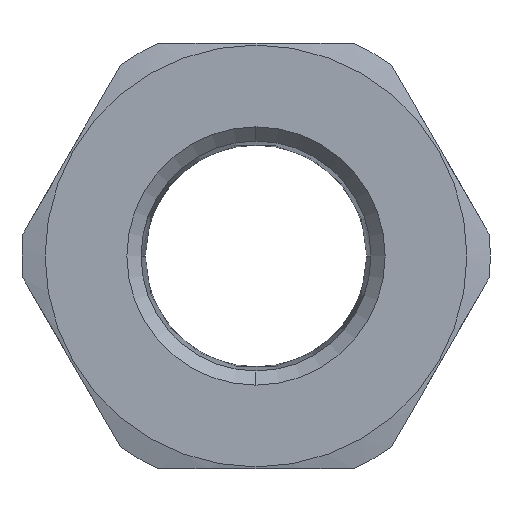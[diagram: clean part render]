
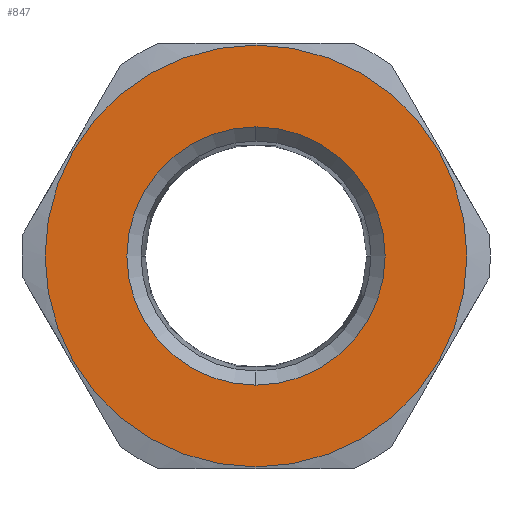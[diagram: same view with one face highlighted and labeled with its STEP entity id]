
A CAD part, left-side view. The second image highlights one B-rep face of the part: STEP entity #847.
In plain terms, the highlighted planar face has unit normal (-1, 0, 0).
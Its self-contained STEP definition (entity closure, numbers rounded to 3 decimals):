
#34 = CIRCLE ( 'NONE', #160, 16.685 ) ;
#58 = EDGE_CURVE ( 'NONE', #643, #947, #34, .T. ) ;
#60 = DIRECTION ( 'NONE',  ( -1., 0., 0. ) ) ;
#106 = EDGE_CURVE ( 'NONE', #373, #965, #112, .T. ) ;
#112 = CIRCLE ( 'NONE', #177, 27.25 ) ;
#152 = DIRECTION ( 'NONE',  ( 0., 0., -1. ) ) ;
#160 = AXIS2_PLACEMENT_3D ( 'NONE', #200, #822, #733 ) ;
#168 = CARTESIAN_POINT ( 'NONE',  ( 0., 0., -27.25 ) ) ;
#170 = AXIS2_PLACEMENT_3D ( 'NONE', #391, #1030, #470 ) ;
#177 = AXIS2_PLACEMENT_3D ( 'NONE', #560, #60, #650 ) ;
#183 = EDGE_CURVE ( 'NONE', #965, #373, #826, .T. ) ;
#200 = CARTESIAN_POINT ( 'NONE',  ( 0., 0., 0. ) ) ;
#222 = FACE_OUTER_BOUND ( 'NONE', #852, .T. ) ;
#240 = EDGE_CURVE ( 'NONE', #947, #643, #428, .T. ) ;
#264 = AXIS2_PLACEMENT_3D ( 'NONE', #315, #957, #403 ) ;
#315 = CARTESIAN_POINT ( 'NONE',  ( 0., 0., 0. ) ) ;
#323 = CARTESIAN_POINT ( 'NONE',  ( 0., 0., 27.25 ) ) ;
#365 = CARTESIAN_POINT ( 'NONE',  ( 0., 0., -16.685 ) ) ;
#373 = VERTEX_POINT ( 'NONE', #323 ) ;
#391 = CARTESIAN_POINT ( 'NONE',  ( 0., 0., 0. ) ) ;
#403 = DIRECTION ( 'NONE',  ( 0., 0., -1. ) ) ;
#428 = CIRCLE ( 'NONE', #264, 16.685 ) ;
#470 = DIRECTION ( 'NONE',  ( 0., 0., 1. ) ) ;
#478 = ORIENTED_EDGE ( 'NONE', *, *, #106, .T. ) ;
#504 = ORIENTED_EDGE ( 'NONE', *, *, #183, .T. ) ;
#541 = AXIS2_PLACEMENT_3D ( 'NONE', #944, #667, #152 ) ;
#560 = CARTESIAN_POINT ( 'NONE',  ( 0., 0., 0. ) ) ;
#588 = CARTESIAN_POINT ( 'NONE',  ( 0., 0., 16.685 ) ) ;
#628 = ORIENTED_EDGE ( 'NONE', *, *, #58, .T. ) ;
#643 = VERTEX_POINT ( 'NONE', #365 ) ;
#646 = ORIENTED_EDGE ( 'NONE', *, *, #240, .T. ) ;
#650 = DIRECTION ( 'NONE',  ( 0., 0., 1. ) ) ;
#662 = PLANE ( 'NONE',  #541 ) ;
#667 = DIRECTION ( 'NONE',  ( 1., 0., 0. ) ) ;
#698 = FACE_BOUND ( 'NONE', #741, .T. ) ;
#733 = DIRECTION ( 'NONE',  ( 0., 0., -1. ) ) ;
#741 = EDGE_LOOP ( 'NONE', ( #646, #628 ) ) ;
#822 = DIRECTION ( 'NONE',  ( 1., 0., 0. ) ) ;
#826 = CIRCLE ( 'NONE', #170, 27.25 ) ;
#847 = ADVANCED_FACE ( 'NONE', ( #698, #222 ), #662, .F. ) ;
#852 = EDGE_LOOP ( 'NONE', ( #504, #478 ) ) ;
#944 = CARTESIAN_POINT ( 'NONE',  ( 0., 0., 0. ) ) ;
#947 = VERTEX_POINT ( 'NONE', #588 ) ;
#957 = DIRECTION ( 'NONE',  ( 1., 0., 0. ) ) ;
#965 = VERTEX_POINT ( 'NONE', #168 ) ;
#1030 = DIRECTION ( 'NONE',  ( -1., 0., 0. ) ) ;
